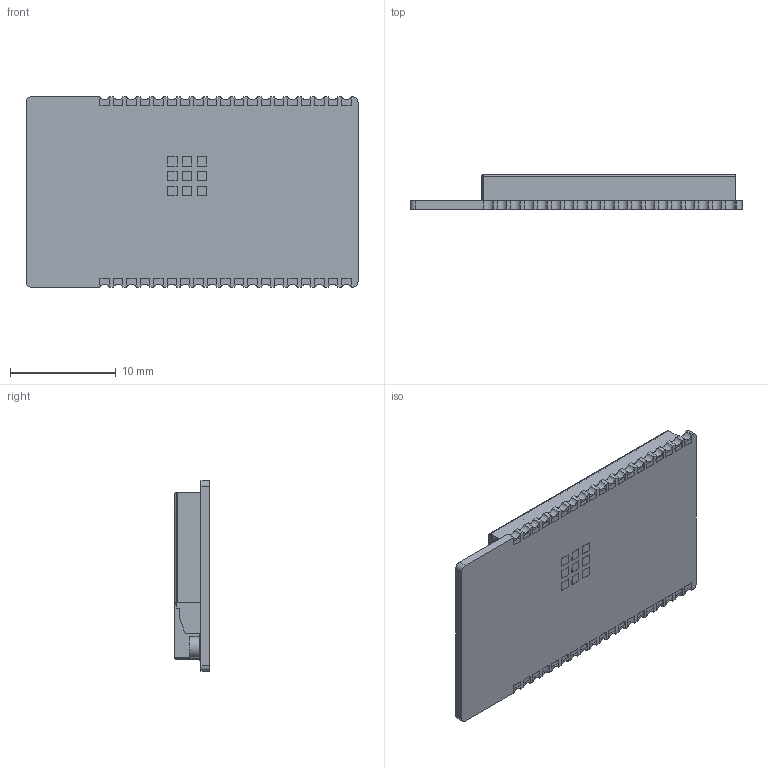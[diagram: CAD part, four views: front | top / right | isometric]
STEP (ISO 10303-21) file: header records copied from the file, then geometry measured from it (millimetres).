
FILE_DESCRIPTION (( 'STEP AP214' ), '1' );
FILE_NAME ('208CB318-DB58-429F-BD03-B1962F92B9B5.STEP', '2023-05-29T11:29:09', ( '' ), ( '' ), 'SwSTEP 2.0', 'SolidWorks 2022', '' );
FILE_SCHEMA (( 'AUTOMOTIVE_DESIGN' ));
Length unit declared in the file: millimetre
Products named in the file (1): 208CB318-DB58-429F-BD03-B1962F92B9B5
Bounding box: 31.4 x 3.3 x 18 mm (x, y, z)
Volume: 542.4 mm3; surface area: 2495.4 mm2
Topology: 57 solids, 57 shells, 1130 faces, 2917 edges, 1939 vertices
Faces by surface type: plane 901, bspline 146, cylinder 67, torus 14, sphere 2
Entity records: 41815 total; most frequent: CARTESIAN_POINT 13913, ORIENTED_EDGE 5826, DIRECTION 4750, EDGE_CURVE 2913, VECTOR 2450, LINE 2450, VERTEX_POINT 1937, EDGE_LOOP 1172
